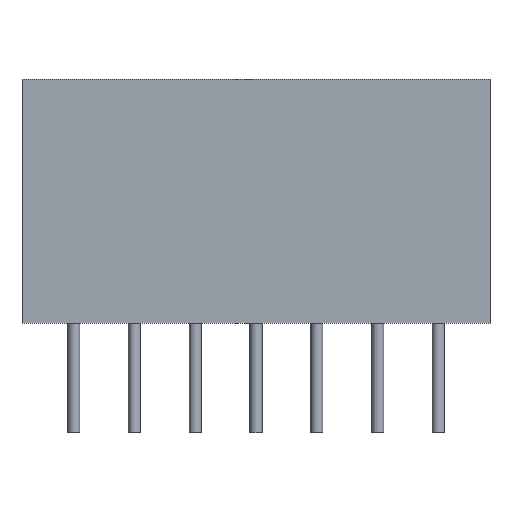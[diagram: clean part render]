
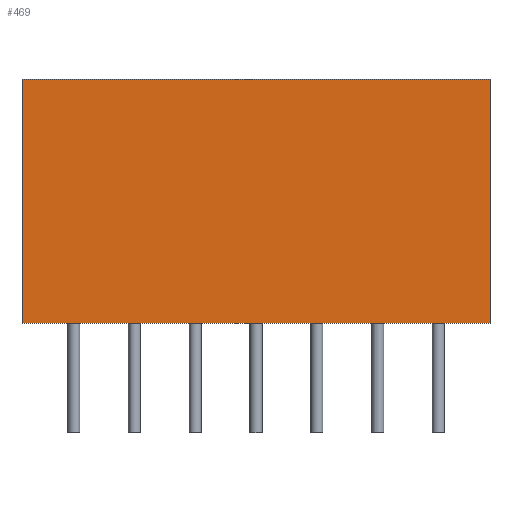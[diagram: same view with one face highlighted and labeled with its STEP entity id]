
A CAD part, front view. The second image highlights one B-rep face of the part: STEP entity #469.
In plain terms, the highlighted planar face has unit normal (0, -1, 0).
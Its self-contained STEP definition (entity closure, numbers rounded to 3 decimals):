
#469=ADVANCED_FACE('',(#475),#470,.T.);
#470=PLANE('',#471);
#471=AXIS2_PLACEMENT_3D('',#472,#473,#474);
#472=CARTESIAN_POINT('',(-2.159,-3.797,0.0));
#473=DIRECTION('',(0.0,-1.0,0.0));
#474=DIRECTION('',(0.,0.,1.));
#475=FACE_OUTER_BOUND('',#476,.T.);
#476=EDGE_LOOP('',(#477,#487,#497,#507));
#480=CARTESIAN_POINT('',(17.399,-3.797,0.0));
#479=VERTEX_POINT('',#480);
#482=CARTESIAN_POINT('',(-2.159,-3.797,0.0));
#481=VERTEX_POINT('',#482);
#478=EDGE_CURVE('',#479,#481,#483,.T.);
#483=LINE('',#480,#485);
#485=VECTOR('',#486,19.558);
#486=DIRECTION('',(-1.0,0.0,0.0));
#477=ORIENTED_EDGE('',*,*,#478,.F.);
#490=CARTESIAN_POINT('',(17.399,-3.797,10.211));
#489=VERTEX_POINT('',#490);
#488=EDGE_CURVE('',#489,#479,#493,.T.);
#493=LINE('',#490,#495);
#495=VECTOR('',#496,10.211);
#496=DIRECTION('',(0.0,0.0,-1.0));
#487=ORIENTED_EDGE('',*,*,#488,.F.);
#500=CARTESIAN_POINT('',(-2.159,-3.797,10.211));
#499=VERTEX_POINT('',#500);
#498=EDGE_CURVE('',#499,#489,#503,.T.);
#503=LINE('',#500,#505);
#505=VECTOR('',#506,19.558);
#506=DIRECTION('',(1.0,0.0,0.0));
#497=ORIENTED_EDGE('',*,*,#498,.F.);
#508=EDGE_CURVE('',#481,#499,#513,.T.);
#513=LINE('',#482,#515);
#515=VECTOR('',#516,10.211);
#516=DIRECTION('',(0.0,0.0,1.0));
#507=ORIENTED_EDGE('',*,*,#508,.F.);
